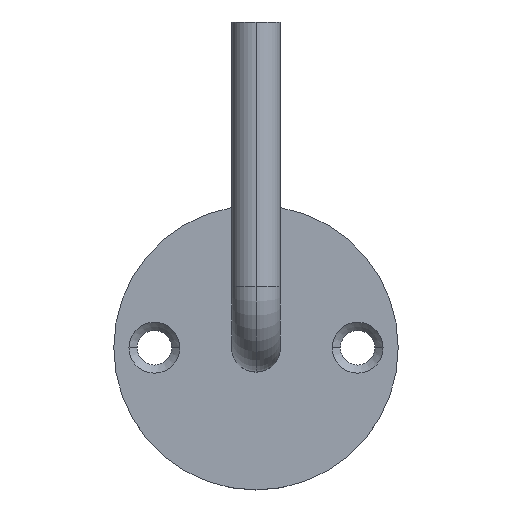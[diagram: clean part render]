
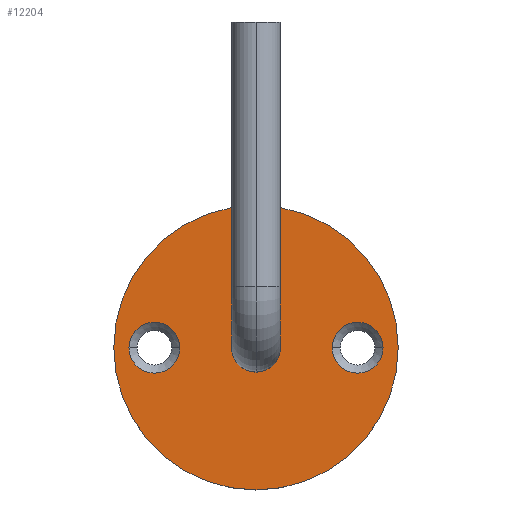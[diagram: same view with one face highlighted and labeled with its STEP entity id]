
A CAD part, top view. The second image highlights one B-rep face of the part: STEP entity #12204.
In plain terms, the highlighted planar face has unit normal (0, 0, 1).
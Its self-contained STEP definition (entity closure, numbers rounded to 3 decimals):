
#308 = ORIENTED_EDGE ( 'NONE', *, *, #5511, .F. ) ;
#593 = AXIS2_PLACEMENT_3D ( 'NONE', #8909, #4185, #6395 ) ;
#663 = CARTESIAN_POINT ( 'NONE',  ( 0., 6., 4. ) ) ;
#805 = EDGE_CURVE ( 'NONE', #3242, #2036, #1899, .T. ) ;
#1052 = PLANE ( 'NONE',  #4792 ) ;
#1158 = EDGE_CURVE ( 'NONE', #10493, #4251, #6026, .T. ) ;
#1195 = DIRECTION ( 'NONE',  ( 0., 0., 1. ) ) ;
#1443 = EDGE_CURVE ( 'NONE', #13871, #8262, #2603, .T. ) ;
#1590 = ORIENTED_EDGE ( 'NONE', *, *, #5876, .F. ) ;
#1899 = CIRCLE ( 'NONE', #13111, 6.25 ) ;
#2036 = VERTEX_POINT ( 'NONE', #13214 ) ;
#2236 = CARTESIAN_POINT ( 'NONE',  ( 0., 0., 4. ) ) ;
#2603 = CIRCLE ( 'NONE', #593, 35. ) ;
#3023 = EDGE_CURVE ( 'NONE', #8262, #13871, #13613, .T. ) ;
#3242 = VERTEX_POINT ( 'NONE', #12181 ) ;
#3382 = DIRECTION ( 'NONE',  ( 1., 0., 0. ) ) ;
#3751 = CARTESIAN_POINT ( 'NONE',  ( -35., 0., 4. ) ) ;
#4004 = CARTESIAN_POINT ( 'NONE',  ( 25., 0., 4. ) ) ;
#4185 = DIRECTION ( 'NONE',  ( 0., 0., 1. ) ) ;
#4251 = VERTEX_POINT ( 'NONE', #663 ) ;
#4496 = DIRECTION ( 'NONE',  ( 0., 0., 1. ) ) ;
#4724 = CARTESIAN_POINT ( 'NONE',  ( 35., 0., 4. ) ) ;
#4792 = AXIS2_PLACEMENT_3D ( 'NONE', #2236, #10336, #3382 ) ;
#4857 = AXIS2_PLACEMENT_3D ( 'NONE', #10445, #9149, #14992 ) ;
#4886 = AXIS2_PLACEMENT_3D ( 'NONE', #4004, #9807, #6386 ) ;
#4945 = EDGE_CURVE ( 'NONE', #2036, #3242, #5057, .T. ) ;
#5049 = FACE_BOUND ( 'NONE', #7115, .T. ) ;
#5057 = CIRCLE ( 'NONE', #6907, 6.25 ) ;
#5242 = DIRECTION ( 'NONE',  ( 0., 0., 1. ) ) ;
#5319 = CARTESIAN_POINT ( 'NONE',  ( 0., 0., 4. ) ) ;
#5453 = AXIS2_PLACEMENT_3D ( 'NONE', #11682, #10509, #12783 ) ;
#5511 = EDGE_CURVE ( 'NONE', #4251, #10493, #13925, .T. ) ;
#5876 = EDGE_CURVE ( 'NONE', #6253, #13552, #11599, .T. ) ;
#6026 = CIRCLE ( 'NONE', #9933, 6. ) ;
#6056 = CARTESIAN_POINT ( 'NONE',  ( 0., -6., 4. ) ) ;
#6065 = CARTESIAN_POINT ( 'NONE',  ( 31.25, 0., 4. ) ) ;
#6253 = VERTEX_POINT ( 'NONE', #6065 ) ;
#6386 = DIRECTION ( 'NONE',  ( 1., 0., 0. ) ) ;
#6395 = DIRECTION ( 'NONE',  ( 1., 0., 0. ) ) ;
#6818 = ORIENTED_EDGE ( 'NONE', *, *, #1158, .F. ) ;
#6846 = CARTESIAN_POINT ( 'NONE',  ( 18.75, 0., 4. ) ) ;
#6907 = AXIS2_PLACEMENT_3D ( 'NONE', #11834, #1195, #13941 ) ;
#6912 = CARTESIAN_POINT ( 'NONE',  ( 0., 0., 4. ) ) ;
#6943 = EDGE_LOOP ( 'NONE', ( #1590, #8010 ) ) ;
#7038 = FACE_BOUND ( 'NONE', #6943, .T. ) ;
#7115 = EDGE_LOOP ( 'NONE', ( #308, #6818 ) ) ;
#7708 = DIRECTION ( 'NONE',  ( 0., 0., 1. ) ) ;
#8010 = ORIENTED_EDGE ( 'NONE', *, *, #9888, .F. ) ;
#8107 = EDGE_LOOP ( 'NONE', ( #8856, #8714 ) ) ;
#8262 = VERTEX_POINT ( 'NONE', #4724 ) ;
#8707 = DIRECTION ( 'NONE',  ( 1., 0., 0. ) ) ;
#8714 = ORIENTED_EDGE ( 'NONE', *, *, #805, .F. ) ;
#8856 = ORIENTED_EDGE ( 'NONE', *, *, #4945, .F. ) ;
#8909 = CARTESIAN_POINT ( 'NONE',  ( 0., 0., 4. ) ) ;
#8950 = ORIENTED_EDGE ( 'NONE', *, *, #3023, .T. ) ;
#9109 = CIRCLE ( 'NONE', #4886, 6.25 ) ;
#9149 = DIRECTION ( 'NONE',  ( 0., 0., 1. ) ) ;
#9328 = EDGE_LOOP ( 'NONE', ( #9691, #8950 ) ) ;
#9691 = ORIENTED_EDGE ( 'NONE', *, *, #1443, .T. ) ;
#9807 = DIRECTION ( 'NONE',  ( 0., 0., 1. ) ) ;
#9888 = EDGE_CURVE ( 'NONE', #13552, #6253, #9109, .T. ) ;
#9933 = AXIS2_PLACEMENT_3D ( 'NONE', #6912, #4496, #10421 ) ;
#10336 = DIRECTION ( 'NONE',  ( 0., 0., 1. ) ) ;
#10421 = DIRECTION ( 'NONE',  ( 1., 0., 0. ) ) ;
#10445 = CARTESIAN_POINT ( 'NONE',  ( 25., 0., 4. ) ) ;
#10493 = VERTEX_POINT ( 'NONE', #6056 ) ;
#10509 = DIRECTION ( 'NONE',  ( 0., 0., 1. ) ) ;
#11599 = CIRCLE ( 'NONE', #4857, 6.25 ) ;
#11682 = CARTESIAN_POINT ( 'NONE',  ( 0., 0., 4. ) ) ;
#11834 = CARTESIAN_POINT ( 'NONE',  ( -25., 0., 4. ) ) ;
#12181 = CARTESIAN_POINT ( 'NONE',  ( -31.25, 0., 4. ) ) ;
#12204 = ADVANCED_FACE ( 'NONE', ( #14686, #7038, #5049, #12694 ), #1052, .T. ) ;
#12694 = FACE_OUTER_BOUND ( 'NONE', #9328, .T. ) ;
#12783 = DIRECTION ( 'NONE',  ( 1., 0., 0. ) ) ;
#13111 = AXIS2_PLACEMENT_3D ( 'NONE', #13310, #5242, #8707 ) ;
#13214 = CARTESIAN_POINT ( 'NONE',  ( -18.75, 0., 4. ) ) ;
#13310 = CARTESIAN_POINT ( 'NONE',  ( -25., 0., 4. ) ) ;
#13552 = VERTEX_POINT ( 'NONE', #6846 ) ;
#13613 = CIRCLE ( 'NONE', #5453, 35. ) ;
#13871 = VERTEX_POINT ( 'NONE', #3751 ) ;
#13925 = CIRCLE ( 'NONE', #14963, 6. ) ;
#13941 = DIRECTION ( 'NONE',  ( 1., 0., 0. ) ) ;
#14686 = FACE_BOUND ( 'NONE', #8107, .T. ) ;
#14711 = DIRECTION ( 'NONE',  ( 1., 0., 0. ) ) ;
#14963 = AXIS2_PLACEMENT_3D ( 'NONE', #5319, #7708, #14711 ) ;
#14992 = DIRECTION ( 'NONE',  ( 1., 0., 0. ) ) ;
